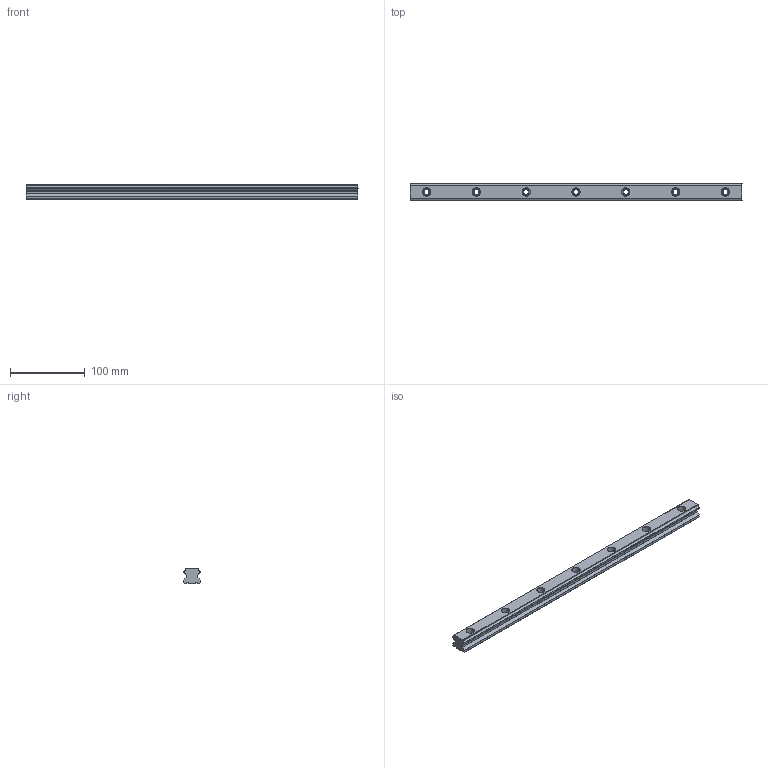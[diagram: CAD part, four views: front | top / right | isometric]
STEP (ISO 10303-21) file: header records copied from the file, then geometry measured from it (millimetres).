
FILE_DESCRIPTION(('FreeCAD Model'),'2;1');
FILE_NAME('Open CASCADE Shape Model','2025-05-02T03:18:41',('FreeCAD'),( 'FreeCAD'),'Open CASCADE STEP processor 7.6','FreeCAD','Unknown');
FILE_SCHEMA(('AUTOMOTIVE_DESIGN { 1 0 10303 214 1 1 1 1 }'));
Length unit declared in the file: millimetre
Products named in the file (1): Open CASCADE STEP translator 7.6 1
Bounding box: 444.86 x 22.24 x 19.46 mm (x, y, z)
Surface area: 42248.7 mm2 (no closed solid volume)
Topology: 0 solids, 135 shells, 135 faces, 1640 edges, 1640 vertices
Faces by surface type: bspline 135
Entity records: 14638 total; most frequent: CARTESIAN_POINT 7517, ORIENTED_EDGE 1640, EDGE_CURVE 1640, VERTEX_POINT 1640, B_SPLINE_CURVE_WITH_KNOTS 1436, FACE_BOUND 156, EDGE_LOOP 156, SHELL_BASED_SURFACE_MODEL 135
